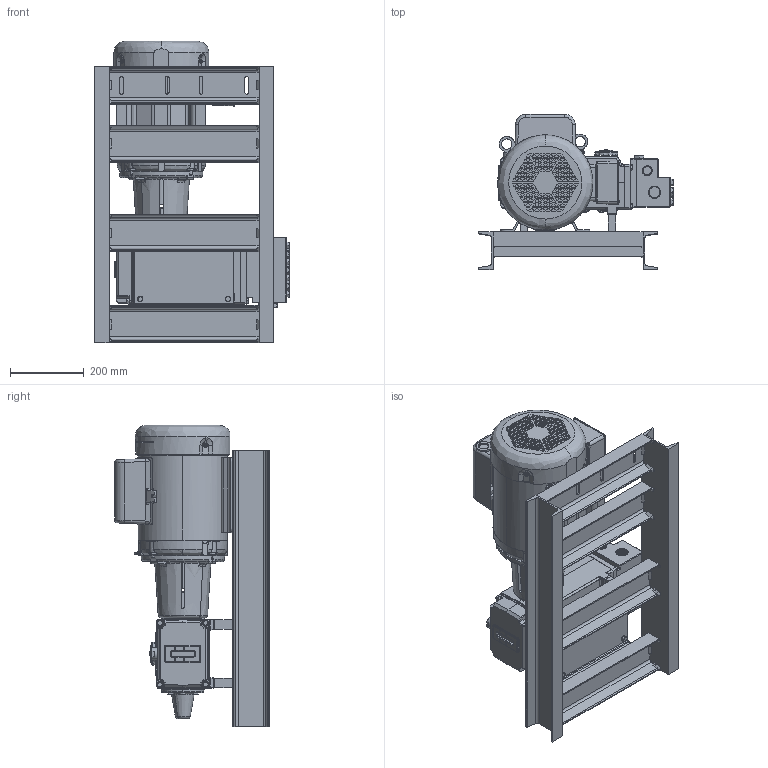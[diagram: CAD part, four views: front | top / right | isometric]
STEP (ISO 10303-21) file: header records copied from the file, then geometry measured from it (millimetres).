
FILE_DESCRIPTION (( 'STEP AP203' ), '1' );
FILE_NAME ('50015EV EGP 03HP (GEA3HP1).STEP', '2015-08-13T15:42:12', ( 'PCTech' ), ( 'Microsoft' ), 'SwSTEP 2.0', 'SolidWorks 2015', '' );
FILE_SCHEMA (( 'CONFIG_CONTROL_DESIGN' ));
Products named in the file (1): 50015EV EGP 03HP (GEA3HP1)
Bounding box: 529.67 x 420.24 x 818.21 mm (x, y, z)
Surface area: 2606569.3 mm2 (no closed solid volume)
Topology: 0 solids, 184 shells, 4407 faces, 15273 edges, 11103 vertices
Faces by surface type: plane 2065, cylinder 1444, cone 406, bspline 395, torus 79, sphere 18
Entity records: 218145 total; most frequent: CARTESIAN_POINT 100055, ORIENTED_EDGE 25619, DIRECTION 19360, EDGE_CURVE 15243, VERTEX_POINT 11103, VECTOR 7422, LINE 7422, AXIS2_PLACEMENT_3D 5969
